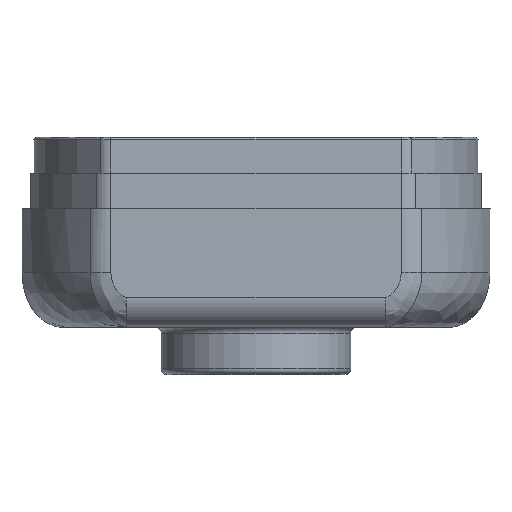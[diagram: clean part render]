
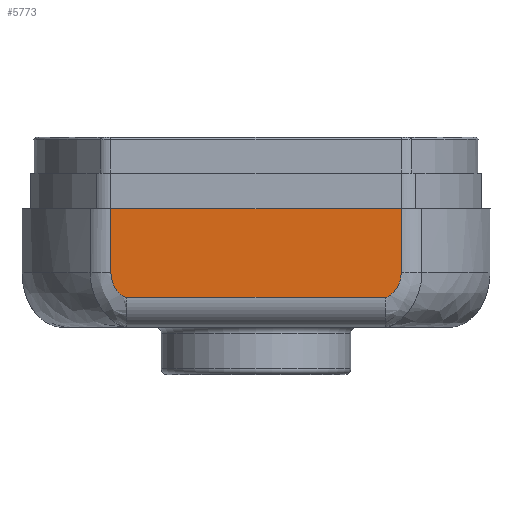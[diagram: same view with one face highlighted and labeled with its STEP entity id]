
A CAD part, front view. The second image highlights one B-rep face of the part: STEP entity #5773.
In plain terms, the highlighted planar face has unit normal (0, -1, 0).
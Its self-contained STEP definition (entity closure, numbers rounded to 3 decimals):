
#109 = ORIENTED_EDGE ( 'NONE', *, *, #4561, .T. ) ;
#204 = CARTESIAN_POINT ( 'NONE',  ( 5.663, -7.5, -3.66 ) ) ;
#233 = DIRECTION ( 'NONE',  ( 0., 0., 1. ) ) ;
#404 = CARTESIAN_POINT ( 'NONE',  ( -5.528, -7.5, -3.732 ) ) ;
#423 = CARTESIAN_POINT ( 'NONE',  ( 6.614, -7.5, 0. ) ) ;
#578 = ORIENTED_EDGE ( 'NONE', *, *, #2226, .T. ) ;
#658 = ORIENTED_EDGE ( 'NONE', *, *, #3397, .T. ) ;
#719 = CARTESIAN_POINT ( 'NONE',  ( 6.067, -7.5, -3.142 ) ) ;
#1045 = DIRECTION ( 'NONE',  ( 0., 0., -1. ) ) ;
#1097 = VECTOR ( 'NONE', #1045, 1000. ) ;
#1114 = EDGE_CURVE ( 'NONE', #6584, #4028, #4467, .T. ) ;
#1231 = CARTESIAN_POINT ( 'NONE',  ( 6.123, -7.5, -2.7 ) ) ;
#1253 = CARTESIAN_POINT ( 'NONE',  ( 6.124, -7.5, -5. ) ) ;
#1261 = CARTESIAN_POINT ( 'NONE',  ( 5.9, -7.5, -3.428 ) ) ;
#1377 = LINE ( 'NONE', #423, #5060 ) ;
#1388 = EDGE_LOOP ( 'NONE', ( #109, #578, #4473, #658, #5121, #3387 ) ) ;
#1476 = CARTESIAN_POINT ( 'NONE',  ( 5.461, -7.5, -3.75 ) ) ;
#1615 = LINE ( 'NONE', #5569, #1097 ) ;
#1691 = CARTESIAN_POINT ( 'NONE',  ( 5.461, -7.5, -3.75 ) ) ;
#1801 = CARTESIAN_POINT ( 'NONE',  ( 5.708, -7.5, -3.627 ) ) ;
#1855 = CARTESIAN_POINT ( 'NONE',  ( -5.9, -7.5, -3.428 ) ) ;
#1957 = CARTESIAN_POINT ( 'NONE',  ( -5.592, -7.5, -3.703 ) ) ;
#2226 = EDGE_CURVE ( 'NONE', #5463, #5284, #4258, .T. ) ;
#2266 = CARTESIAN_POINT ( 'NONE',  ( 6.123, -7.5, -2.7 ) ) ;
#2578 = VECTOR ( 'NONE', #233, 1000. ) ;
#2926 = CARTESIAN_POINT ( 'NONE',  ( -5.461, -7.5, -3.75 ) ) ;
#3306 = CARTESIAN_POINT ( 'NONE',  ( 5.489, -7.5, -3.745 ) ) ;
#3387 = ORIENTED_EDGE ( 'NONE', *, *, #6145, .T. ) ;
#3397 = EDGE_CURVE ( 'NONE', #3693, #6584, #1615, .T. ) ;
#3464 = CARTESIAN_POINT ( 'NONE',  ( -5.708, -7.5, -3.626 ) ) ;
#3589 = DIRECTION ( 'NONE',  ( 0., 0., -1. ) ) ;
#3609 = CARTESIAN_POINT ( 'NONE',  ( 3.555, -7.5, -3.75 ) ) ;
#3649 = PLANE ( 'NONE',  #5410 ) ;
#3693 = VERTEX_POINT ( 'NONE', #5907 ) ;
#3700 = CARTESIAN_POINT ( 'NONE',  ( 5.528, -7.5, -3.732 ) ) ;
#3808 = CARTESIAN_POINT ( 'NONE',  ( 5.567, -7.5, -3.716 ) ) ;
#3835 = CARTESIAN_POINT ( 'NONE',  ( 5.831, -7.5, -3.516 ) ) ;
#3959 = CARTESIAN_POINT ( 'NONE',  ( -5.515, -7.5, -3.737 ) ) ;
#3990 = CARTESIAN_POINT ( 'NONE',  ( -5.489, -7.5, -3.745 ) ) ;
#4028 = VERTEX_POINT ( 'NONE', #5325 ) ;
#4068 = CARTESIAN_POINT ( 'NONE',  ( -6.123, -7.5, -2.7 ) ) ;
#4123 = EDGE_CURVE ( 'NONE', #3693, #5284, #1377, .T. ) ;
#4258 = LINE ( 'NONE', #1253, #2578 ) ;
#4346 = CARTESIAN_POINT ( 'NONE',  ( 5.475, -7.5, -3.75 ) ) ;
#4393 = CARTESIAN_POINT ( 'NONE',  ( -6.123, -7.5, -2.922 ) ) ;
#4467 = B_SPLINE_CURVE_WITH_KNOTS ( 'NONE', 3,
 ( #6367, #4393, #6424, #1855, #5937, #3464, #6546, #1957, #5560, #404, #3959, #3990, #5465, #2926 ),
 .UNSPECIFIED., .F., .F.,
 ( 4, 2, 2, 2, 2, 2, 4 ),
 ( 0., 0.001, 0.001, 0.001, 0.001, 0.001, 0.001 ),
 .UNSPECIFIED. ) ;
#4473 = ORIENTED_EDGE ( 'NONE', *, *, #4123, .F. ) ;
#4561 = EDGE_CURVE ( 'NONE', #4981, #5463, #6112, .T. ) ;
#4718 = FACE_OUTER_BOUND ( 'NONE', #1388, .T. ) ;
#4981 = VERTEX_POINT ( 'NONE', #1476 ) ;
#5060 = VECTOR ( 'NONE', #6056, 1000. ) ;
#5121 = ORIENTED_EDGE ( 'NONE', *, *, #1114, .T. ) ;
#5141 = DIRECTION ( 'NONE',  ( 1., 0., 0. ) ) ;
#5216 = DIRECTION ( 'NONE',  ( 0., -1., 0. ) ) ;
#5284 = VERTEX_POINT ( 'NONE', #5547 ) ;
#5306 = CARTESIAN_POINT ( 'NONE',  ( 5.592, -7.5, -3.703 ) ) ;
#5325 = CARTESIAN_POINT ( 'NONE',  ( -5.461, -7.5, -3.75 ) ) ;
#5410 = AXIS2_PLACEMENT_3D ( 'NONE', #6611, #5216, #3589 ) ;
#5463 = VERTEX_POINT ( 'NONE', #1231 ) ;
#5465 = CARTESIAN_POINT ( 'NONE',  ( -5.475, -7.5, -3.75 ) ) ;
#5547 = CARTESIAN_POINT ( 'NONE',  ( 6.124, -7.5, 0. ) ) ;
#5560 = CARTESIAN_POINT ( 'NONE',  ( -5.567, -7.5, -3.716 ) ) ;
#5569 = CARTESIAN_POINT ( 'NONE',  ( -6.124, -7.5, -5. ) ) ;
#5602 = VECTOR ( 'NONE', #5141, 1000. ) ;
#5737 = CARTESIAN_POINT ( 'NONE',  ( 6.123, -7.5, -2.922 ) ) ;
#5773 = ADVANCED_FACE ( 'NONE', ( #4718 ), #3649, .T. ) ;
#5907 = CARTESIAN_POINT ( 'NONE',  ( -6.124, -7.5, 0. ) ) ;
#5937 = CARTESIAN_POINT ( 'NONE',  ( -5.831, -7.5, -3.516 ) ) ;
#6056 = DIRECTION ( 'NONE',  ( 1., 0., 0. ) ) ;
#6112 = B_SPLINE_CURVE_WITH_KNOTS ( 'NONE', 3,
 ( #1691, #4346, #3306, #6375, #3700, #3808, #5306, #204, #1801, #3835, #1261, #719, #5737, #2266 ),
 .UNSPECIFIED., .F., .F.,
 ( 4, 2, 2, 2, 2, 2, 4 ),
 ( 0., 0., 0., 0., 0., 0.001, 0.001 ),
 .UNSPECIFIED. ) ;
#6145 = EDGE_CURVE ( 'NONE', #4028, #4981, #6249, .T. ) ;
#6249 = LINE ( 'NONE', #3609, #5602 ) ;
#6367 = CARTESIAN_POINT ( 'NONE',  ( -6.123, -7.5, -2.7 ) ) ;
#6375 = CARTESIAN_POINT ( 'NONE',  ( 5.515, -7.5, -3.737 ) ) ;
#6424 = CARTESIAN_POINT ( 'NONE',  ( -6.067, -7.5, -3.142 ) ) ;
#6546 = CARTESIAN_POINT ( 'NONE',  ( -5.663, -7.5, -3.66 ) ) ;
#6584 = VERTEX_POINT ( 'NONE', #4068 ) ;
#6611 = CARTESIAN_POINT ( 'NONE',  ( 6.614, -7.5, -5. ) ) ;
